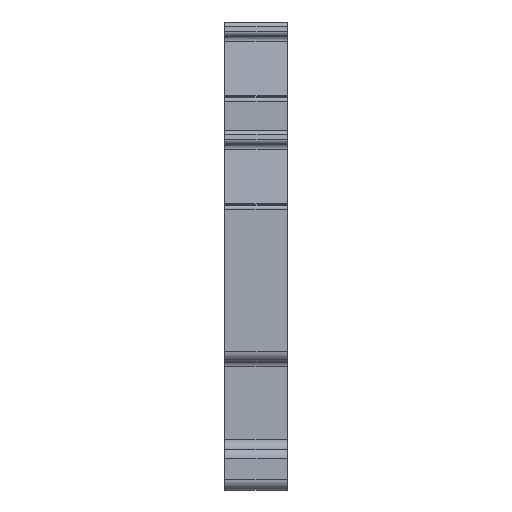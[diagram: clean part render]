
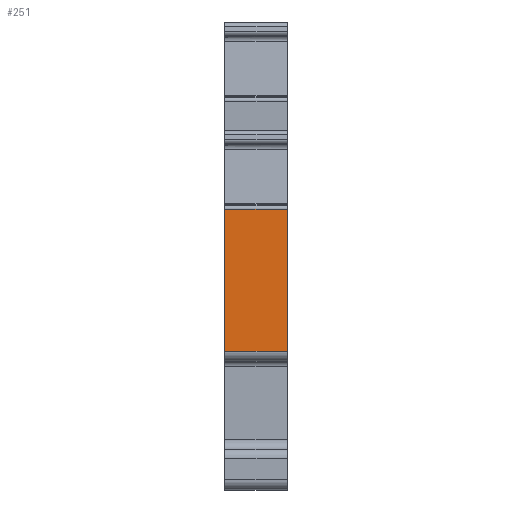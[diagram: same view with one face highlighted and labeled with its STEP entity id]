
A CAD part, left-side view. The second image highlights one B-rep face of the part: STEP entity #251.
In plain terms, the highlighted planar face has unit normal (-1, 0, 0).
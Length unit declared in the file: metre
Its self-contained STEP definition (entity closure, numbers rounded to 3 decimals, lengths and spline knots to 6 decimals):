
#251 = ADVANCED_FACE( '', ( #827 ), #828, .F. );
#827 = FACE_OUTER_BOUND( '', #1615, .T. );
#828 = PLANE( '', #1616 );
#1615 = EDGE_LOOP( '', ( #3861, #3862, #3863, #3864 ) );
#1616 = AXIS2_PLACEMENT_3D( '', #3865, #3866, #3867 );
#3861 = ORIENTED_EDGE( '', *, *, #6331, .F. );
#3862 = ORIENTED_EDGE( '', *, *, #5770, .F. );
#3863 = ORIENTED_EDGE( '', *, *, #6332, .F. );
#3864 = ORIENTED_EDGE( '', *, *, #5687, .F. );
#3865 = CARTESIAN_POINT( '', ( -0.04, 0.00615, 0.0115 ) );
#3866 = DIRECTION( '', ( 1., 0., 0. ) );
#3867 = DIRECTION( '', ( 0., 1., 0. ) );
#5687 = EDGE_CURVE( '', #7037, #7039, #7040, .T. );
#5770 = EDGE_CURVE( '', #7202, #7204, #7205, .T. );
#6331 = EDGE_CURVE( '', #7204, #7037, #8136, .T. );
#6332 = EDGE_CURVE( '', #7039, #7202, #8137, .T. );
#7037 = VERTEX_POINT( '', #9073 );
#7039 = VERTEX_POINT( '', #9075 );
#7040 = LINE( '', #9076, #9077 );
#7202 = VERTEX_POINT( '', #9281 );
#7204 = VERTEX_POINT( '', #9283 );
#7205 = LINE( '', #9284, #9285 );
#8136 = LINE( '', #10632, #10633 );
#8137 = LINE( '', #10634, #10635 );
#9073 = CARTESIAN_POINT( '', ( -0.04, 0., 0.0115 ) );
#9075 = CARTESIAN_POINT( '', ( -0.04, 0., -0.00245 ) );
#9076 = CARTESIAN_POINT( '', ( -0.04, 0., 0.0293 ) );
#9077 = VECTOR( '', #11513, 1. );
#9281 = CARTESIAN_POINT( '', ( -0.04, 0.00615, -0.00245 ) );
#9283 = CARTESIAN_POINT( '', ( -0.04, 0.00615, 0.0115 ) );
#9284 = CARTESIAN_POINT( '', ( -0.04, 0.00615, 0.0293 ) );
#9285 = VECTOR( '', #11676, 1. );
#10632 = CARTESIAN_POINT( '', ( -0.04, 0.00615, 0.0115 ) );
#10633 = VECTOR( '', #12542, 1. );
#10634 = CARTESIAN_POINT( '', ( -0.04, 0.00615, -0.00245 ) );
#10635 = VECTOR( '', #12543, 1. );
#11513 = DIRECTION( '', ( 0., 0., -1. ) );
#11676 = DIRECTION( '', ( 0., 0., 1. ) );
#12542 = DIRECTION( '', ( 0., -1., 0. ) );
#12543 = DIRECTION( '', ( 0., 1., 0. ) );
